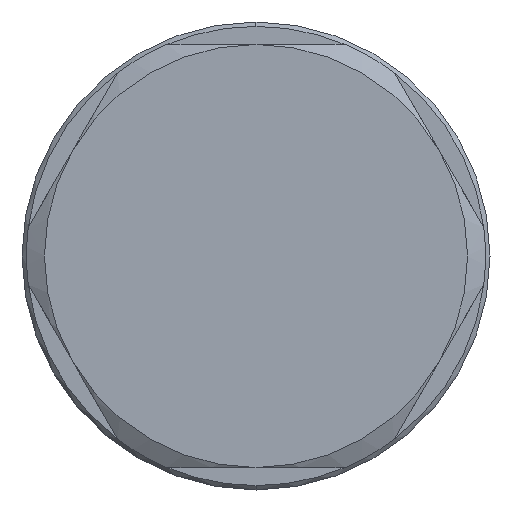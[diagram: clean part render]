
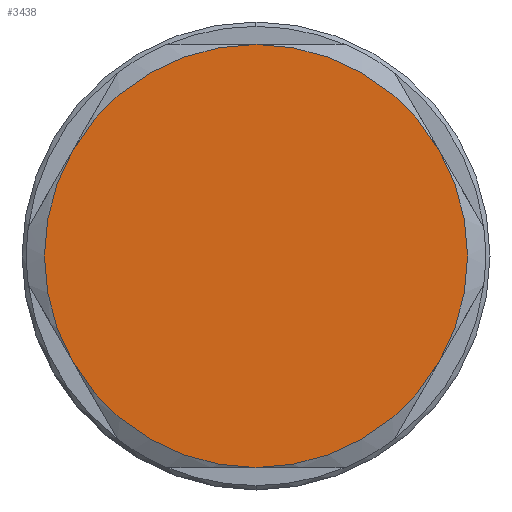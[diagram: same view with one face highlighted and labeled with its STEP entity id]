
A CAD part, left-side view. The second image highlights one B-rep face of the part: STEP entity #3438.
In plain terms, the highlighted planar face has unit normal (-1, 0, 0).
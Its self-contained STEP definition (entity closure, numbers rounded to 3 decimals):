
#273 = AXIS2_PLACEMENT_3D ( 'NONE', #6651, #4909, #8159 ) ;
#390 = EDGE_CURVE ( 'NONE', #4867, #10277, #8811, .T. ) ;
#700 = CARTESIAN_POINT ( 'NONE',  ( 0., 12.371, 7.143 ) ) ;
#781 = CARTESIAN_POINT ( 'NONE',  ( 0., 0., 0. ) ) ;
#896 = EDGE_LOOP ( 'NONE', ( #5231, #2268, #1006, #8115, #1501, #1129 ) ) ;
#1006 = ORIENTED_EDGE ( 'NONE', *, *, #1807, .T. ) ;
#1056 = AXIS2_PLACEMENT_3D ( 'NONE', #9320, #1964, #10215 ) ;
#1129 = ORIENTED_EDGE ( 'NONE', *, *, #3406, .T. ) ;
#1439 = AXIS2_PLACEMENT_3D ( 'NONE', #7871, #7914, #2128 ) ;
#1501 = ORIENTED_EDGE ( 'NONE', *, *, #6598, .T. ) ;
#1807 = EDGE_CURVE ( 'NONE', #10238, #3385, #9553, .T. ) ;
#1964 = DIRECTION ( 'NONE',  ( -1., 0., 0. ) ) ;
#1968 = AXIS2_PLACEMENT_3D ( 'NONE', #6269, #2942, #7756 ) ;
#2064 = DIRECTION ( 'NONE',  ( 1., 0., 0. ) ) ;
#2103 = PLANE ( 'NONE',  #7817 ) ;
#2128 = DIRECTION ( 'NONE',  ( 0., 0., 1. ) ) ;
#2231 = VERTEX_POINT ( 'NONE', #5018 ) ;
#2268 = ORIENTED_EDGE ( 'NONE', *, *, #7271, .T. ) ;
#2942 = DIRECTION ( 'NONE',  ( -1., 0., 0. ) ) ;
#3385 = VERTEX_POINT ( 'NONE', #3606 ) ;
#3406 = EDGE_CURVE ( 'NONE', #4489, #4867, #5167, .T. ) ;
#3438 = ADVANCED_FACE ( 'NONE', ( #10590 ), #2103, .F. ) ;
#3606 = CARTESIAN_POINT ( 'NONE',  ( 0., -12.371, 7.142 ) ) ;
#3739 = CIRCLE ( 'NONE', #1439, 14.285 ) ;
#4112 = DIRECTION ( 'NONE',  ( -1., 0., 0. ) ) ;
#4455 = DIRECTION ( 'NONE',  ( -1., 0., 0. ) ) ;
#4489 = VERTEX_POINT ( 'NONE', #700 ) ;
#4697 = CARTESIAN_POINT ( 'NONE',  ( 0., 0., -14.285 ) ) ;
#4867 = VERTEX_POINT ( 'NONE', #8837 ) ;
#4909 = DIRECTION ( 'NONE',  ( -1., 0., 0. ) ) ;
#5018 = CARTESIAN_POINT ( 'NONE',  ( 0., 0., 14.285 ) ) ;
#5167 = CIRCLE ( 'NONE', #9280, 14.285 ) ;
#5231 = ORIENTED_EDGE ( 'NONE', *, *, #390, .T. ) ;
#5381 = CARTESIAN_POINT ( 'NONE',  ( 0., 0., 0. ) ) ;
#5834 = CIRCLE ( 'NONE', #6832, 14.285 ) ;
#5838 = DIRECTION ( 'NONE',  ( 0., 0., 1. ) ) ;
#6021 = EDGE_CURVE ( 'NONE', #3385, #2231, #3739, .T. ) ;
#6107 = DIRECTION ( 'NONE',  ( 0., 0., 1. ) ) ;
#6141 = DIRECTION ( 'NONE',  ( 0., 0., -1. ) ) ;
#6250 = CIRCLE ( 'NONE', #1968, 14.285 ) ;
#6269 = CARTESIAN_POINT ( 'NONE',  ( 0., 0., 0. ) ) ;
#6598 = EDGE_CURVE ( 'NONE', #2231, #4489, #5834, .T. ) ;
#6651 = CARTESIAN_POINT ( 'NONE',  ( 0., 0., 0. ) ) ;
#6832 = AXIS2_PLACEMENT_3D ( 'NONE', #781, #4112, #5838 ) ;
#7004 = CARTESIAN_POINT ( 'NONE',  ( 0., 0., 0. ) ) ;
#7271 = EDGE_CURVE ( 'NONE', #10277, #10238, #6250, .T. ) ;
#7756 = DIRECTION ( 'NONE',  ( 0., 0., 1. ) ) ;
#7817 = AXIS2_PLACEMENT_3D ( 'NONE', #5381, #2064, #6141 ) ;
#7871 = CARTESIAN_POINT ( 'NONE',  ( 0., 0., 0. ) ) ;
#7914 = DIRECTION ( 'NONE',  ( -1., 0., 0. ) ) ;
#8115 = ORIENTED_EDGE ( 'NONE', *, *, #6021, .T. ) ;
#8159 = DIRECTION ( 'NONE',  ( 0., 0., 1. ) ) ;
#8811 = CIRCLE ( 'NONE', #273, 14.285 ) ;
#8837 = CARTESIAN_POINT ( 'NONE',  ( 0., 12.371, -7.143 ) ) ;
#9280 = AXIS2_PLACEMENT_3D ( 'NONE', #7004, #4455, #6107 ) ;
#9320 = CARTESIAN_POINT ( 'NONE',  ( 0., 0., 0. ) ) ;
#9553 = CIRCLE ( 'NONE', #1056, 14.285 ) ;
#10215 = DIRECTION ( 'NONE',  ( 0., 0., 1. ) ) ;
#10238 = VERTEX_POINT ( 'NONE', #10334 ) ;
#10277 = VERTEX_POINT ( 'NONE', #4697 ) ;
#10334 = CARTESIAN_POINT ( 'NONE',  ( 0., -12.371, -7.142 ) ) ;
#10590 = FACE_OUTER_BOUND ( 'NONE', #896, .T. ) ;
